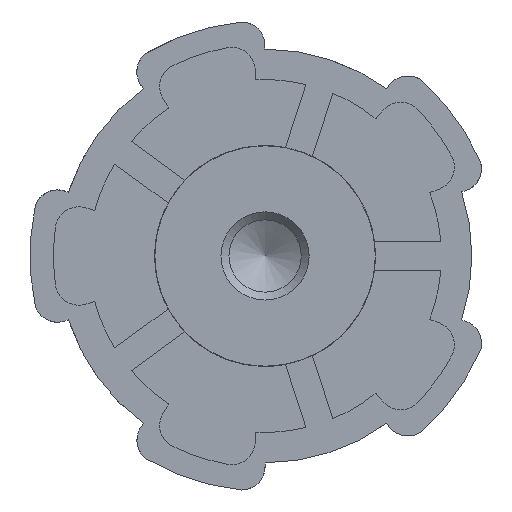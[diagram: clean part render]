
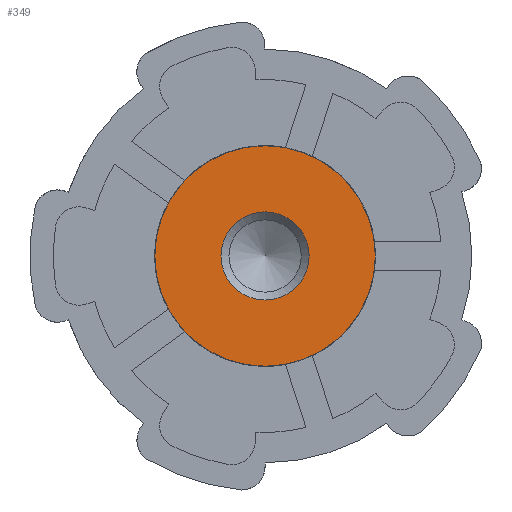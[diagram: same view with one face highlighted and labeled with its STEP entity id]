
A CAD part, front view. The second image highlights one B-rep face of the part: STEP entity #349.
In plain terms, the highlighted planar face has unit normal (0, -1, 0).
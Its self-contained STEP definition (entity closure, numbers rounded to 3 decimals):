
#349 = ADVANCED_FACE( '', ( #758, #759 ), #760, .F. );
#758 = FACE_BOUND( '', #1252, .T. );
#759 = FACE_OUTER_BOUND( '', #1253, .T. );
#760 = PLANE( '', #1254 );
#1252 = EDGE_LOOP( '', ( #2339 ) );
#1253 = EDGE_LOOP( '', ( #2340 ) );
#1254 = AXIS2_PLACEMENT_3D( '', #2341, #2342, #2343 );
#2339 = ORIENTED_EDGE( '', *, *, #3071, .F. );
#2340 = ORIENTED_EDGE( '', *, *, #3297, .T. );
#2341 = CARTESIAN_POINT( '', ( 7.5, 0., 0. ) );
#2342 = DIRECTION( '', ( 0., 1., 0. ) );
#2343 = DIRECTION( '', ( 0., 0., 1. ) );
#3071 = EDGE_CURVE( '', #3790, #3790, #3791, .T. );
#3297 = EDGE_CURVE( '', #4122, #4122, #4123, .T. );
#3790 = VERTEX_POINT( '', #4955 );
#3791 = CIRCLE( '', #4956, 3. );
#4122 = VERTEX_POINT( '', #5443 );
#4123 = CIRCLE( '', #5444, 7.5 );
#4955 = CARTESIAN_POINT( '', ( 0., 0., -3. ) );
#4956 = AXIS2_PLACEMENT_3D( '', #5955, #5956, #5957 );
#5443 = CARTESIAN_POINT( '', ( 0., 0., -7.5 ) );
#5444 = AXIS2_PLACEMENT_3D( '', #6305, #6306, #6307 );
#5955 = CARTESIAN_POINT( '', ( 0., 0., 0. ) );
#5956 = DIRECTION( '', ( 0., -1., 0. ) );
#5957 = DIRECTION( '', ( 0., 0., -1. ) );
#6305 = CARTESIAN_POINT( '', ( 0., 0., 0. ) );
#6306 = DIRECTION( '', ( 0., -1., 0. ) );
#6307 = DIRECTION( '', ( 0., 0., -1. ) );
